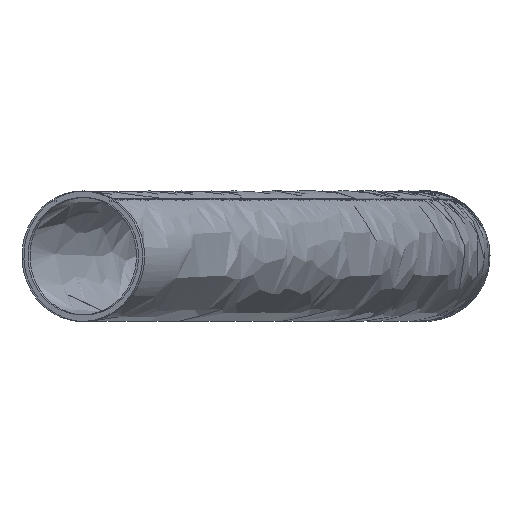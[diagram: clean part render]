
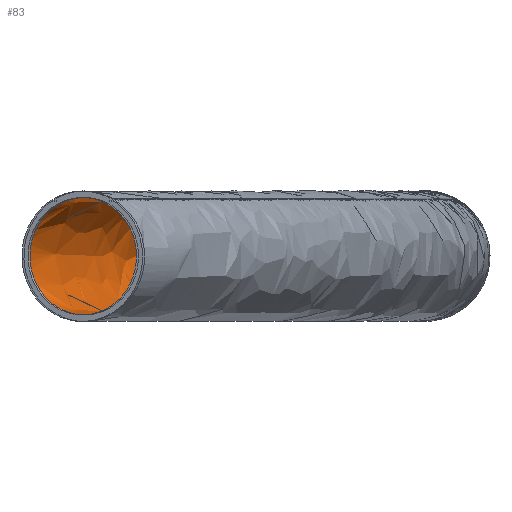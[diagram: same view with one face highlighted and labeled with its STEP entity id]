
A CAD part, left-side view. The second image highlights one B-rep face of the part: STEP entity #83.
In plain terms, the highlighted free-form (B-spline) face has degree [2, 2] with [3, 5] control points.
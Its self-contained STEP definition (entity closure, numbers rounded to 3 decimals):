
#83=ADVANCED_FACE('',(#127),#638,.T.);
#127=FACE_OUTER_BOUND('',#172,.T.);
#172=EDGE_LOOP('',(#335,#336,#337,#338));
#335=ORIENTED_EDGE('',*,*,#474,.T.);
#336=ORIENTED_EDGE('',*,*,#475,.T.);
#337=ORIENTED_EDGE('',*,*,#467,.F.);
#338=ORIENTED_EDGE('',*,*,#464,.T.);
#464=EDGE_CURVE('',#621,#625,#557,.T.);
#467=EDGE_CURVE('',#621,#623,#560,.T.);
#474=EDGE_CURVE('',#625,#627,#566,.T.);
#475=EDGE_CURVE('',#627,#623,#567,.T.);
#557=(
BOUNDED_CURVE()
B_SPLINE_CURVE(2,(#1640,#1641,#1642,#1643,#1644),.UNSPECIFIED.,.F.,.F.)
B_SPLINE_CURVE_WITH_KNOTS((3,2,3),(-270.,-225.,
-180.),.UNSPECIFIED.)
CURVE()
GEOMETRIC_REPRESENTATION_ITEM()
RATIONAL_B_SPLINE_CURVE((1.,0.707,1.,0.707,1.))
REPRESENTATION_ITEM('')
);
#560=(
BOUNDED_CURVE()
B_SPLINE_CURVE(2,(#1652,#1653,#1654),.UNSPECIFIED.,.F.,.F.)
B_SPLINE_CURVE_WITH_KNOTS((3,3),(-3046.223,-2373.025),
 .UNSPECIFIED.)
CURVE()
GEOMETRIC_REPRESENTATION_ITEM()
RATIONAL_B_SPLINE_CURVE((1.,0.981,1.))
REPRESENTATION_ITEM('')
);
#566=(
BOUNDED_CURVE()
B_SPLINE_CURVE(2,(#1679,#1680,#1681),.UNSPECIFIED.,.F.,.F.)
B_SPLINE_CURVE_WITH_KNOTS((3,3),(-3046.223,-2373.025),
 .UNSPECIFIED.)
CURVE()
GEOMETRIC_REPRESENTATION_ITEM()
RATIONAL_B_SPLINE_CURVE((1.,0.981,1.))
REPRESENTATION_ITEM('')
);
#567=(
BOUNDED_CURVE()
B_SPLINE_CURVE(2,(#1682,#1683,#1684,#1685,#1686),.UNSPECIFIED.,.F.,.F.)
B_SPLINE_CURVE_WITH_KNOTS((3,2,3),(180.,225.,270.),
 .UNSPECIFIED.)
CURVE()
GEOMETRIC_REPRESENTATION_ITEM()
RATIONAL_B_SPLINE_CURVE((1.,0.707,1.,0.707,1.))
REPRESENTATION_ITEM('')
);
#621=VERTEX_POINT('',#1373);
#623=VERTEX_POINT('',#1375);
#625=VERTEX_POINT('',#1377);
#627=VERTEX_POINT('',#1379);
#638=(
BOUNDED_SURFACE()
B_SPLINE_SURFACE(2,2,((#1298,#1299,#1300,#1301,#1302),(#1303,#1304,#1305,
#1306,#1307),(#1308,#1309,#1310,#1311,#1312)),.UNSPECIFIED.,.F.,.F.,.F.)
B_SPLINE_SURFACE_WITH_KNOTS((3,3),(3,2,3),(-3046.223,-2373.025),
(180.,225.,270.),.UNSPECIFIED.)
GEOMETRIC_REPRESENTATION_ITEM()
RATIONAL_B_SPLINE_SURFACE(((1.,0.707,1.,0.707,1.),
(0.981,0.694,0.981,0.694,
0.981),(1.,0.707,1.,0.707,1.)))
REPRESENTATION_ITEM('')
SURFACE()
);
#1298=CARTESIAN_POINT('',(338.833,-34.558,22.456));
#1299=CARTESIAN_POINT('',(338.833,-12.058,22.456));
#1300=CARTESIAN_POINT('',(338.833,-12.058,-0.044));
#1301=CARTESIAN_POINT('',(338.833,-12.058,-22.544));
#1302=CARTESIAN_POINT('',(338.833,-34.558,-22.544));
#1303=CARTESIAN_POINT('',(-2.104,-34.142,22.456));
#1304=CARTESIAN_POINT('',(2.343,-11.642,22.456));
#1305=CARTESIAN_POINT('',(2.343,-11.642,-0.044));
#1306=CARTESIAN_POINT('',(2.343,-11.642,-22.544));
#1307=CARTESIAN_POINT('',(-2.104,-34.142,-22.544));
#1308=CARTESIAN_POINT('',(-317.248,95.945,22.456));
#1309=CARTESIAN_POINT('',(-308.688,116.753,22.456));
#1310=CARTESIAN_POINT('',(-308.688,116.753,-0.044));
#1311=CARTESIAN_POINT('',(-308.688,116.753,-22.544));
#1312=CARTESIAN_POINT('',(-317.248,95.945,-22.544));
#1373=CARTESIAN_POINT('',(338.833,-34.558,-22.544));
#1375=CARTESIAN_POINT('',(-317.248,95.945,-22.544));
#1377=CARTESIAN_POINT('',(338.833,-34.558,22.456));
#1379=CARTESIAN_POINT('',(-317.248,95.945,22.456));
#1640=CARTESIAN_POINT('',(338.833,-34.558,-22.544));
#1641=CARTESIAN_POINT('',(338.833,-12.058,-22.544));
#1642=CARTESIAN_POINT('',(338.833,-12.058,-0.044));
#1643=CARTESIAN_POINT('',(338.833,-12.058,22.456));
#1644=CARTESIAN_POINT('',(338.833,-34.558,22.456));
#1652=CARTESIAN_POINT('',(338.833,-34.558,-22.544));
#1653=CARTESIAN_POINT('',(-2.104,-34.142,-22.544));
#1654=CARTESIAN_POINT('',(-317.248,95.945,-22.544));
#1679=CARTESIAN_POINT('',(338.833,-34.558,22.456));
#1680=CARTESIAN_POINT('',(-2.104,-34.142,22.456));
#1681=CARTESIAN_POINT('',(-317.248,95.945,22.456));
#1682=CARTESIAN_POINT('',(-317.248,95.945,22.456));
#1683=CARTESIAN_POINT('',(-308.688,116.753,22.456));
#1684=CARTESIAN_POINT('',(-308.688,116.753,-0.044));
#1685=CARTESIAN_POINT('',(-308.688,116.753,-22.544));
#1686=CARTESIAN_POINT('',(-317.248,95.945,-22.544));
